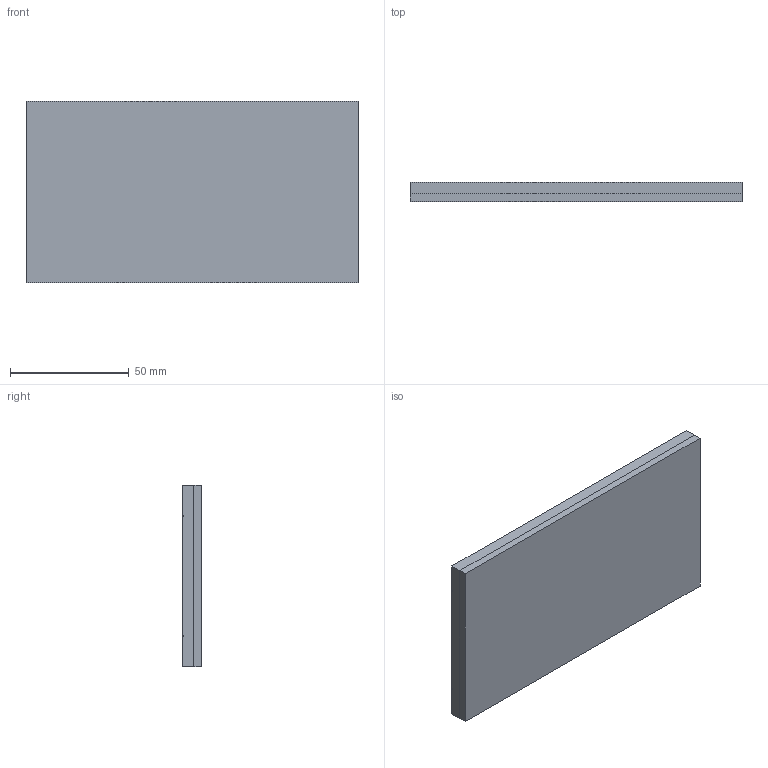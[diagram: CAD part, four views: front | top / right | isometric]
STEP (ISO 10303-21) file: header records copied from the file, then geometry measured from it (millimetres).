
FILE_DESCRIPTION (( 'STEP AP203' ), '1' );
FILE_NAME ('1481WFL52_Default.step', '2019-11-12T17:33:15', ( '' ), ( '' ), 'SwSTEP 2.0', 'SolidWorks 2019', '' );
FILE_SCHEMA (( 'CONFIG_CONTROL_DESIGN' ));
Length unit declared in the file: inch
Products named in the file (1): 1481WFL52_Default
Bounding box: 139.7 x 7.94 x 76.2 mm (x, y, z)
Volume: 56839.4 mm3; surface area: 35993 mm2
Topology: 2 solids, 2 shells, 27 faces, 72 edges, 48 vertices
Faces by surface type: plane 27
Entity records: 907 total; most frequent: CARTESIAN_POINT 148, ORIENTED_EDGE 144, DIRECTION 128, VECTOR 72, EDGE_CURVE 72, LINE 72, VERTEX_POINT 48, EDGE_LOOP 28
